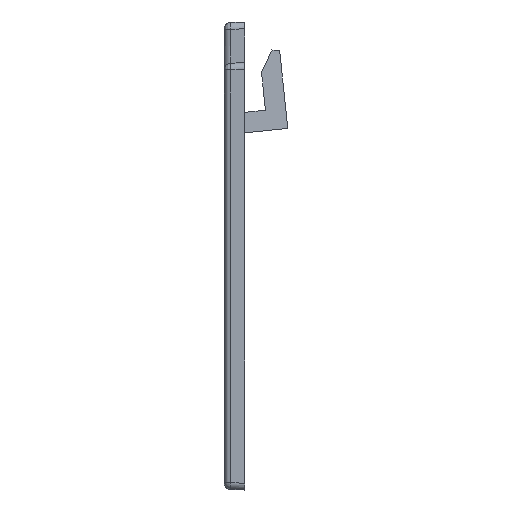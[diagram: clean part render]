
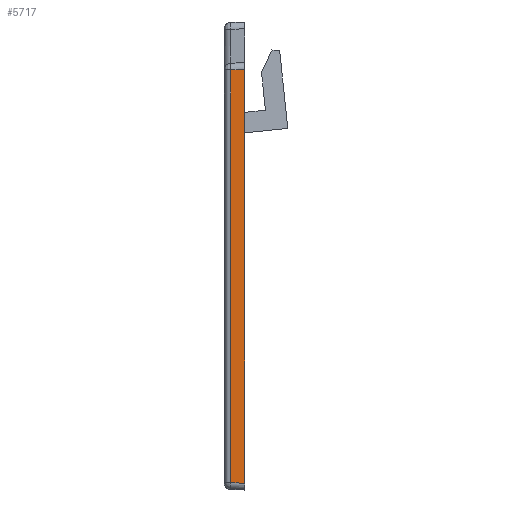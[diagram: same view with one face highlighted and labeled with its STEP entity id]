
A CAD part, left-side view. The second image highlights one B-rep face of the part: STEP entity #5717.
In plain terms, the highlighted planar face has unit normal (-0.999, 0.035, 0).
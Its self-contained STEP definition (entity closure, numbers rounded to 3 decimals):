
#2841=CARTESIAN_POINT('',(-99.9,0.,
-27.5));
#2846=DIRECTION('',(0.,0.,1.));
#2847=VECTOR('',#2846,30.501);
#2848=CARTESIAN_POINT('',(-99.9,0.,
-27.5));
#2849=LINE('',#2848,#2847);
#3395=DIRECTION('',(0.,0.,-1.));
#3396=VECTOR('',#3395,30.43);
#3397=CARTESIAN_POINT('',(-99.864,1.017,2.965));
#3398=LINE('',#3397,#3396);
#3417=DIRECTION('',(-0.035,-0.999,0.035));
#3418=VECTOR('',#3417,1.019);
#3419=CARTESIAN_POINT('',(-99.864,1.017,2.965));
#3420=LINE('',#3419,#3418);
#3424=DIRECTION('',(-0.035,-0.999,-0.035));
#3425=VECTOR('',#3424,1.019);
#3426=CARTESIAN_POINT('',(-99.864,1.017,
-27.465));
#3427=LINE('',#3426,#3425);
#4813=VERTEX_POINT('',#2841);
#4814=CARTESIAN_POINT('',(-99.9,0.,
3.));
#4815=VERTEX_POINT('',#4814);
#4980=CARTESIAN_POINT('',(-99.864,1.017,2.965));
#4981=CARTESIAN_POINT('',(-99.864,1.017,
-27.465));
#4982=VERTEX_POINT('',#4980);
#4983=VERTEX_POINT('',#4981);
#5704=CARTESIAN_POINT('',(-99.9,0.,3.5));
#5705=DIRECTION('',(0.999,-0.035,0.));
#5706=DIRECTION('',(0.,0.,-1.));
#5707=AXIS2_PLACEMENT_3D('',#5704,#5705,#5706);
#5708=PLANE('',#5707);
#5710=ORIENTED_EDGE('',*,*,#5709,.F.);
#5711=ORIENTED_EDGE('',*,*,#5687,.F.);
#5713=ORIENTED_EDGE('',*,*,#5712,.T.);
#5714=ORIENTED_EDGE('',*,*,#5269,.F.);
#5715=EDGE_LOOP('',(#5710,#5711,#5713,#5714));
#5716=FACE_OUTER_BOUND('',#5715,.F.);
#5269=EDGE_CURVE('',#4813,#4815,#2849,.T.);
#5687=EDGE_CURVE('',#4982,#4983,#3398,.T.);
#5709=EDGE_CURVE('',#4983,#4813,#3427,.T.);
#5712=EDGE_CURVE('',#4982,#4815,#3420,.T.);
#5717=ADVANCED_FACE('',(#5716),#5708,.F.);
